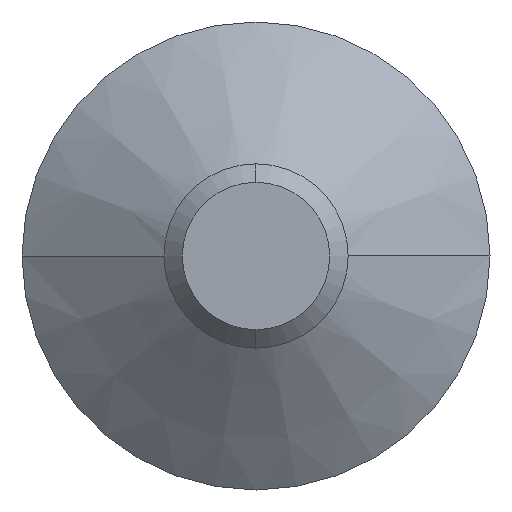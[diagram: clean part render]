
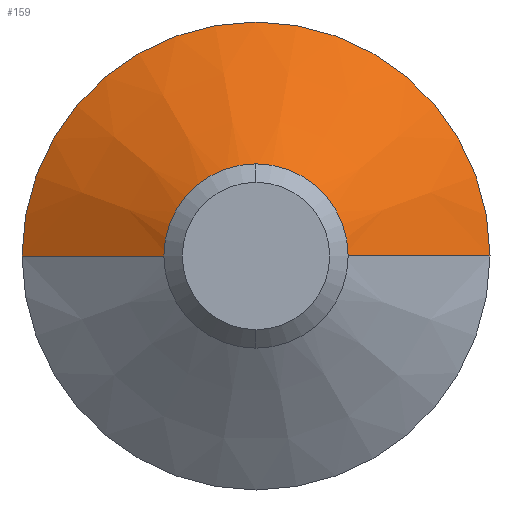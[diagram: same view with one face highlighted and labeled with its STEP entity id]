
A CAD part, left-side view. The second image highlights one B-rep face of the part: STEP entity #159.
In plain terms, the highlighted conical face has half-angle 55 degrees and reference radius 12.7 mm.
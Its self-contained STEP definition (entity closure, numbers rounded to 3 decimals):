
#3 = CARTESIAN_POINT ( 'NONE',  ( 50.433, 0., 0. ) ) ;
#10 = DIRECTION ( 'NONE',  ( 0., 1., 0. ) ) ;
#30 = VECTOR ( 'NONE', #182, 1000. ) ;
#62 = CARTESIAN_POINT ( 'NONE',  ( 56., 0., 0. ) ) ;
#68 = DIRECTION ( 'NONE',  ( 1., 0., 0. ) ) ;
#69 = LINE ( 'NONE', #190, #479 ) ;
#70 = EDGE_CURVE ( 'NONE', #659, #149, #219, .T. ) ;
#71 = AXIS2_PLACEMENT_3D ( 'NONE', #3, #328, #573 ) ;
#102 = EDGE_CURVE ( 'NONE', #531, #297, #69, .T. ) ;
#117 = CARTESIAN_POINT ( 'NONE',  ( 56., -12.7, 0. ) ) ;
#135 = DIRECTION ( 'NONE',  ( 0.574, 0.819, 0. ) ) ;
#149 = VERTEX_POINT ( 'NONE', #348 ) ;
#152 = CARTESIAN_POINT ( 'NONE',  ( 50.433, 0., 4.75 ) ) ;
#159 = ADVANCED_FACE ( 'NONE', ( #568 ), #209, .T. ) ;
#161 = AXIS2_PLACEMENT_3D ( 'NONE', #62, #391, #10 ) ;
#173 = CIRCLE ( 'NONE', #71, 4.75 ) ;
#182 = DIRECTION ( 'NONE',  ( 0.574, -0.819, 0. ) ) ;
#190 = CARTESIAN_POINT ( 'NONE',  ( 56., 12.7, 0. ) ) ;
#209 = CONICAL_SURFACE ( 'NONE', #566, 12.7, 0.96 ) ;
#219 = CIRCLE ( 'NONE', #428, 4.75 ) ;
#231 = EDGE_LOOP ( 'NONE', ( #390, #574, #255, #407, #544 ) ) ;
#244 = EDGE_CURVE ( 'NONE', #297, #490, #438, .T. ) ;
#246 = DIRECTION ( 'NONE',  ( 1., 0., 0. ) ) ;
#247 = EDGE_CURVE ( 'NONE', #149, #490, #300, .T. ) ;
#255 = ORIENTED_EDGE ( 'NONE', *, *, #244, .F. ) ;
#297 = VERTEX_POINT ( 'NONE', #550 ) ;
#299 = DIRECTION ( 'NONE',  ( 0., 1., 0. ) ) ;
#300 = LINE ( 'NONE', #486, #30 ) ;
#319 = CARTESIAN_POINT ( 'NONE',  ( 50.433, 4.75, 0. ) ) ;
#328 = DIRECTION ( 'NONE',  ( 1., 0., 0. ) ) ;
#348 = CARTESIAN_POINT ( 'NONE',  ( 50.433, -4.75, 0. ) ) ;
#390 = ORIENTED_EDGE ( 'NONE', *, *, #70, .T. ) ;
#391 = DIRECTION ( 'NONE',  ( 1., 0., 0. ) ) ;
#397 = CARTESIAN_POINT ( 'NONE',  ( 50.433, 0., 0. ) ) ;
#407 = ORIENTED_EDGE ( 'NONE', *, *, #102, .F. ) ;
#428 = AXIS2_PLACEMENT_3D ( 'NONE', #397, #68, #447 ) ;
#438 = CIRCLE ( 'NONE', #161, 12.7 ) ;
#447 = DIRECTION ( 'NONE',  ( 0., 1., 0. ) ) ;
#454 = EDGE_CURVE ( 'NONE', #531, #659, #173, .T. ) ;
#479 = VECTOR ( 'NONE', #135, 1000. ) ;
#486 = CARTESIAN_POINT ( 'NONE',  ( 56., -12.7, 0. ) ) ;
#490 = VERTEX_POINT ( 'NONE', #117 ) ;
#531 = VERTEX_POINT ( 'NONE', #319 ) ;
#544 = ORIENTED_EDGE ( 'NONE', *, *, #454, .T. ) ;
#550 = CARTESIAN_POINT ( 'NONE',  ( 56., 12.7, 0. ) ) ;
#566 = AXIS2_PLACEMENT_3D ( 'NONE', #596, #246, #299 ) ;
#568 = FACE_OUTER_BOUND ( 'NONE', #231, .T. ) ;
#573 = DIRECTION ( 'NONE',  ( 0., 1., 0. ) ) ;
#574 = ORIENTED_EDGE ( 'NONE', *, *, #247, .T. ) ;
#596 = CARTESIAN_POINT ( 'NONE',  ( 56., 0., 0. ) ) ;
#659 = VERTEX_POINT ( 'NONE', #152 ) ;
